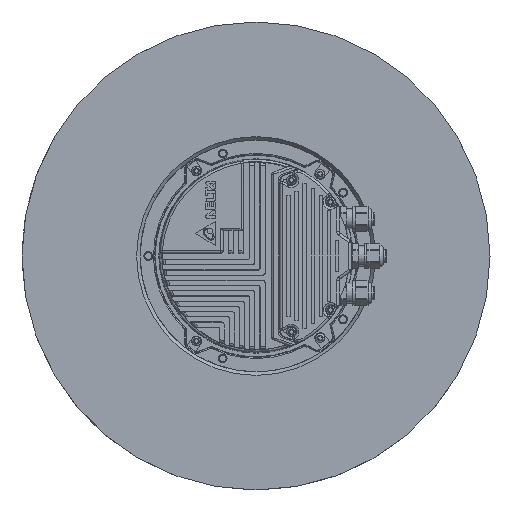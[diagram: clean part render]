
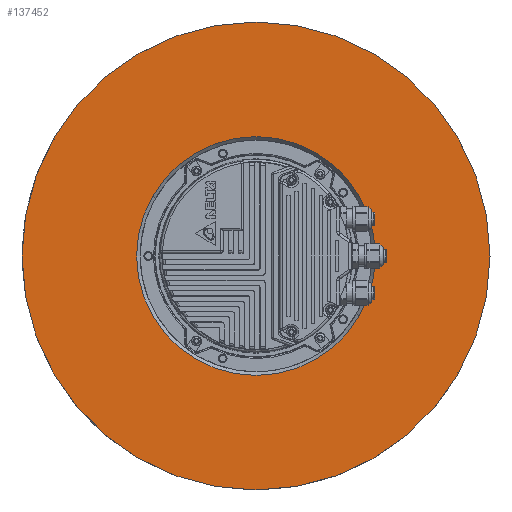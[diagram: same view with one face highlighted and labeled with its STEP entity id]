
A CAD part, front view. The second image highlights one B-rep face of the part: STEP entity #137452.
In plain terms, the highlighted planar face has unit normal (0, -1, 0).
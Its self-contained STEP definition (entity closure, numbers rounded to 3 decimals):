
#135623=CARTESIAN_POINT('',(0.,0.,0.));
#135624=DIRECTION('',(0.,1.,0.));
#135625=DIRECTION('',(1.,0.,0.));
#135626=AXIS2_PLACEMENT_3D('',#135623,#135624,#135625);
#135628=CARTESIAN_POINT('',(0.,0.,0.));
#135629=DIRECTION('',(0.,1.,0.));
#135630=DIRECTION('',(-1.,0.,0.));
#135631=AXIS2_PLACEMENT_3D('',#135628,#135629,#135630);
#135633=CARTESIAN_POINT('',(0.,0.,0.));
#135634=DIRECTION('',(0.,-1.,0.));
#135635=DIRECTION('',(-1.,0.,0.));
#135636=AXIS2_PLACEMENT_3D('',#135633,#135634,#135635);
#135638=CARTESIAN_POINT('',(0.,0.,0.));
#135639=DIRECTION('',(0.,-1.,0.));
#135640=DIRECTION('',(1.,0.,0.));
#135641=AXIS2_PLACEMENT_3D('',#135638,#135639,#135640);
#137094=CARTESIAN_POINT('',(103.105,0.,
0.));
#137096=VERTEX_POINT('',#137094);
#137099=CARTESIAN_POINT('',(-103.105,0.,0.));
#137100=VERTEX_POINT('',#137099);
#137101=CARTESIAN_POINT('',(202.,0.,
0.006));
#137102=CARTESIAN_POINT('',(-202.,0.,
-0.006));
#137103=VERTEX_POINT('',#137101);
#137104=VERTEX_POINT('',#137102);
#137437=CARTESIAN_POINT('',(0.,0.,0.));
#137438=DIRECTION('',(0.,1.,0.));
#137439=DIRECTION('',(-1.,0.,0.));
#137440=AXIS2_PLACEMENT_3D('',#137437,#137438,#137439);
#137441=PLANE('',#137440);
#137443=ORIENTED_EDGE('',*,*,#137442,.T.);
#137445=ORIENTED_EDGE('',*,*,#137444,.T.);
#137446=EDGE_LOOP('',(#137443,#137445));
#137447=FACE_OUTER_BOUND('',#137446,.F.);
#137448=ORIENTED_EDGE('',*,*,#137429,.T.);
#137449=ORIENTED_EDGE('',*,*,#137418,.T.);
#137450=EDGE_LOOP('',(#137448,#137449));
#137451=FACE_BOUND('',#137450,.F.);
#137452=ADVANCED_FACE('',(#137447,#137451),#137441,.F.);
#135627=CIRCLE('',#135626,202.);
#135632=CIRCLE('',#135631,202.);
#135637=CIRCLE('',#135636,103.105);
#135642=CIRCLE('',#135641,103.105);
#137418=EDGE_CURVE('',#137096,#137100,#135642,.T.);
#137429=EDGE_CURVE('',#137100,#137096,#135637,.T.);
#137442=EDGE_CURVE('',#137103,#137104,#135627,.T.);
#137444=EDGE_CURVE('',#137104,#137103,#135632,.T.);
